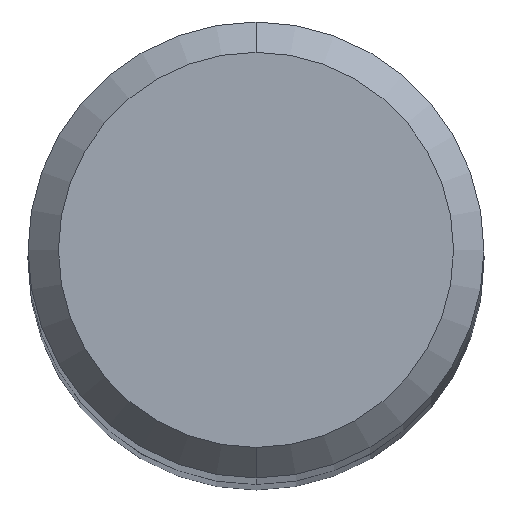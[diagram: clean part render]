
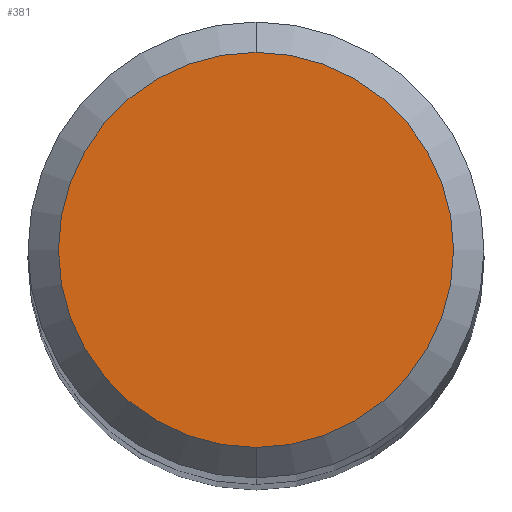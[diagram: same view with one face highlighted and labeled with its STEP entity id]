
A CAD part, top view. The second image highlights one B-rep face of the part: STEP entity #381.
In plain terms, the highlighted planar face has unit normal (0, 0, 1).
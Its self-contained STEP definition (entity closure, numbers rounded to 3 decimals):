
#235=VERTEX_POINT('',#518);
#241=VERTEX_POINT('',#525);
#365=EDGE_CURVE('',#235,#241,#659,.T.);
#381=ADVANCED_FACE('',(#677),#678,.T.);
#391=EDGE_CURVE('',#241,#235,#690,.T.);
#518=CARTESIAN_POINT('',(0.,-2.6,0.0));
#525=CARTESIAN_POINT('',(0.0,2.6,0.0));
#659=CIRCLE('',#1172,2.6);
#677=FACE_OUTER_BOUND('',#1219,.T.);
#678=PLANE('',#1220);
#690=CIRCLE('',#1247,2.6);
#1172=AXIS2_PLACEMENT_3D('',#1551,#1552,#1553);
#1219=EDGE_LOOP('',(#1572,#1573));
#1220=AXIS2_PLACEMENT_3D('',#1574,#1575,#1576);
#1247=AXIS2_PLACEMENT_3D('',#1600,#1601,#1602);
#1551=CARTESIAN_POINT('',(0.0,0.0,0.0));
#1552=DIRECTION('',(0.0,0.0,-1.0));
#1553=DIRECTION('',(0.0,1.0,0.0));
#1572=ORIENTED_EDGE('',*,*,#391,.F.);
#1573=ORIENTED_EDGE('',*,*,#365,.F.);
#1574=CARTESIAN_POINT('',(0.0,1.3,0.0));
#1575=DIRECTION('',(-0.0,0.0,1.0));
#1576=DIRECTION('',(0.0,-1.0,0.0));
#1600=CARTESIAN_POINT('',(0.0,0.0,0.0));
#1601=DIRECTION('',(0.0,0.0,-1.0));
#1602=DIRECTION('',(0.0,1.0,0.0));
